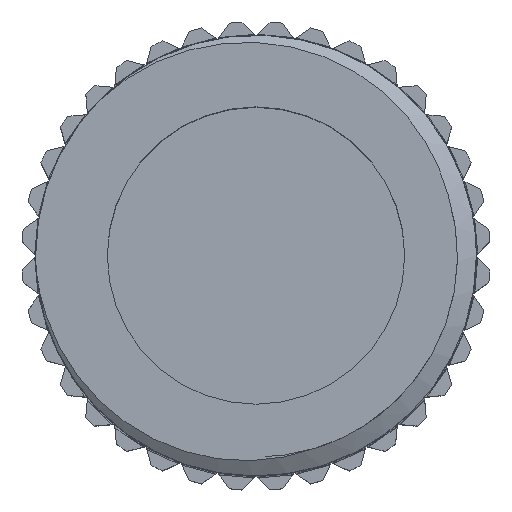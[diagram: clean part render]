
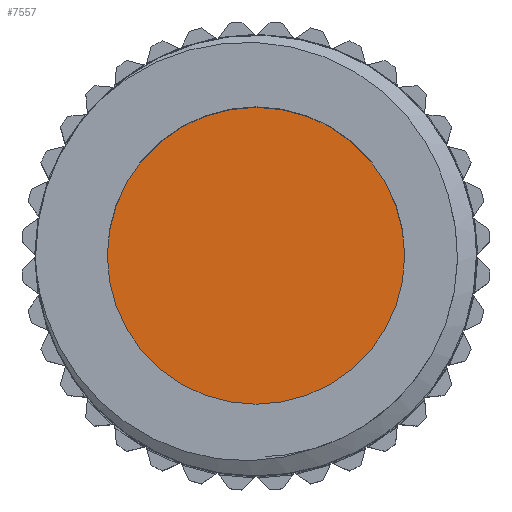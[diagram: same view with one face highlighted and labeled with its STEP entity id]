
A CAD part, top view. The second image highlights one B-rep face of the part: STEP entity #7557.
In plain terms, the highlighted planar face has unit normal (0, 0, 1).
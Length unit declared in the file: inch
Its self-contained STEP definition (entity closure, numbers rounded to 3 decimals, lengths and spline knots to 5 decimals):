
#7449 = EDGE_LOOP ( 'NONE', ( #7450, #7452 ) ) ;
#7450 = ORIENTED_EDGE ( 'NONE', *, *, #7451, .F. ) ;
#7451 = EDGE_CURVE ( 'NONE', #9148, #9136, #11291, .T. ) ;
#7452 = ORIENTED_EDGE ( 'NONE', *, *, #9147, .F. ) ;
#7557 = ADVANCED_FACE ( 'NONE', ( #12262 ), #12257, .T. ) ;
#9136 = VERTEX_POINT ( 'NONE', #19786 ) ;
#9147 = EDGE_CURVE ( 'NONE', #9136, #9148, #19711, .T. ) ;
#9148 = VERTEX_POINT ( 'NONE', #19706 ) ;
#11288 = DIRECTION ( 'NONE',  ( -1., 0., 0. ) ) ;
#11289 = DIRECTION ( 'NONE',  ( 0., 0., -1. ) ) ;
#11290 = AXIS2_PLACEMENT_3D ( 'NONE', #11297, #11289, #11288 ) ;
#11291 = CIRCLE ( 'NONE', #11290, 0.165 ) ;
#11297 = CARTESIAN_POINT ( 'NONE',  ( 0., 0., -0.305 ) ) ;
#12251 = DIRECTION ( 'NONE',  ( 1., 0., 0. ) ) ;
#12253 = DIRECTION ( 'NONE',  ( 0., 0., 1. ) ) ;
#12255 = CARTESIAN_POINT ( 'NONE',  ( 0., 0., -0.305 ) ) ;
#12256 = AXIS2_PLACEMENT_3D ( 'NONE', #12255, #12253, #12251 ) ;
#12257 = PLANE ( 'NONE',  #12256 ) ;
#12262 = FACE_OUTER_BOUND ( 'NONE', #7449, .T. ) ;
#19706 = CARTESIAN_POINT ( 'NONE',  ( -0.165, 0., -0.305 ) ) ;
#19707 = DIRECTION ( 'NONE',  ( -1., 0., 0. ) ) ;
#19708 = DIRECTION ( 'NONE',  ( 0., 0., -1. ) ) ;
#19709 = CARTESIAN_POINT ( 'NONE',  ( 0., 0., -0.305 ) ) ;
#19710 = AXIS2_PLACEMENT_3D ( 'NONE', #19709, #19708, #19707 ) ;
#19711 = CIRCLE ( 'NONE', #19710, 0.165 ) ;
#19786 = CARTESIAN_POINT ( 'NONE',  ( 0.165, 0., -0.305 ) ) ;
